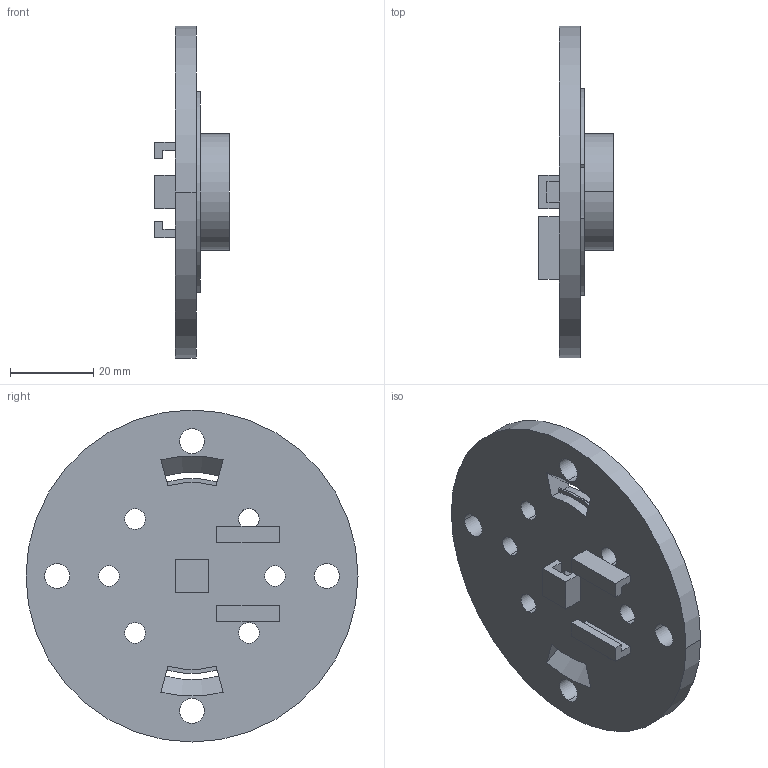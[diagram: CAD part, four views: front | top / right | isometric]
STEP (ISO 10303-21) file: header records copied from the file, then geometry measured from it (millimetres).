
FILE_DESCRIPTION((''),'2;1');
FILE_NAME('LED_RING_MOUNT','2020-01-08T14:31:30',('max'),(''),'CREO PARAMETRIC BY PTC INC, 2019224','CREO PARAMETRIC BY PTC INC, 2019224','');
FILE_SCHEMA(('CONFIG_CONTROL_DESIGN'));
Length unit declared in the file: millimetre
Products named in the file (1): LED_RING_MOUNT
Bounding box: 18 x 80 x 80 mm (x, y, z)
Volume: 27388.6 mm3; surface area: 13744.7 mm2
Topology: 1 solids, 1 shells, 79 faces, 216 edges, 140 vertices
Faces by surface type: plane 37, cylinder 36, cone 6
Entity records: 2604 total; most frequent: DIRECTION 454, CARTESIAN_POINT 435, ORIENTED_EDGE 432, EDGE_CURVE 216, AXIS2_PLACEMENT_3D 159, VERTEX_POINT 140, VECTOR 136, LINE 136
